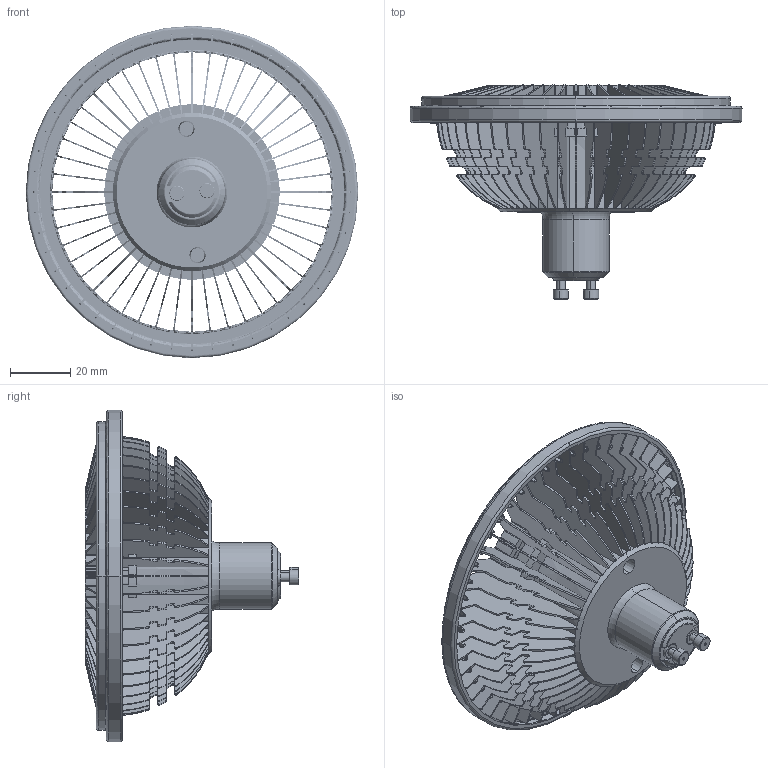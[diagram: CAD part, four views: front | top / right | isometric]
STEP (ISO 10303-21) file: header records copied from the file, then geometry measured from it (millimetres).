
FILE_DESCRIPTION (( 'STEP AP203' ), '1' );
FILE_NAME ('Spotlights.STEP', '2023-05-31T08:17:14', ( '' ), ( '' ), 'SwSTEP 2.0', 'SolidWorks 2017', '' );
FILE_SCHEMA (( 'CONFIG_CONTROL_DESIGN' ));
Length unit declared in the file: millimetre
Products named in the file (10): LENS-3-15-7H1-3; ES111_plate_VC02; Detal_A; ES111_wing_VC02; dystans_rs; ES111_lens ring nest_VC02; ES111_external ring_VC02; Spotlights; ES111_pin_VC02; ES111_socket_VC02
Assembly tree (58 placements, depth 2):
  Spotlights
    ES111_lens ring nest_VC02
    ES111_wing_VC02  x48
    ES111_plate_VC02
    ES111_external ring_VC02
    dystans_rs
    Detal_A
    LENS-3-15-7H1-3
    ES111_socket_VC02
    ES111_pin_VC02  x3
Bounding box: 110 x 70.87 x 110 mm (x, y, z)
Volume: 48893.6 mm3; surface area: 118548.3 mm2
Topology: 58 solids, 58 shells, 5621 faces, 16336 edges, 10868 vertices
Faces by surface type: cylinder 3169, plane 2307, torus 54, cone 48, bspline 43
Entity records: 107056 total; most frequent: CARTESIAN_POINT 42374, ORIENTED_EDGE 14182, DIRECTION 12108, EDGE_CURVE 7091, VERTEX_POINT 4706, AXIS2_PLACEMENT_3D 4303, LINE 3502, VECTOR 3502
